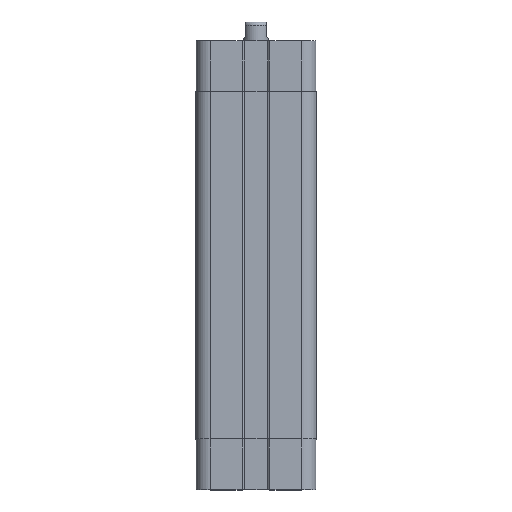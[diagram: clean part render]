
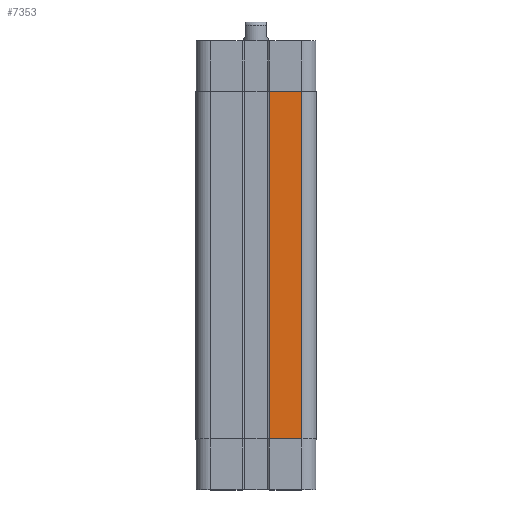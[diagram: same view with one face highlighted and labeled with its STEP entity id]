
A CAD part, top view. The second image highlights one B-rep face of the part: STEP entity #7353.
In plain terms, the highlighted planar face has unit normal (0, 0, 1).
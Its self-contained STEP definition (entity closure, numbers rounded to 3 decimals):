
#4615=CARTESIAN_POINT('',(3.25,41.75,14.525));
#4616=VERTEX_POINT('',#4615);
#4624=CARTESIAN_POINT('',(11.025,41.75,14.525));
#4625=VERTEX_POINT('',#4624);
#4626=CARTESIAN_POINT('',(11.025,41.75,14.525));
#4627=DIRECTION('',(-1.0,0.0,0.0));
#4628=VECTOR('',#4627,7.775);
#4629=LINE('',#4626,#4628);
#4630=EDGE_CURVE('',#4625,#4616,#4629,.T.);
#6936=CARTESIAN_POINT('',(11.025,-41.75,14.525));
#6937=VERTEX_POINT('',#6936);
#6945=CARTESIAN_POINT('',(3.25,-41.75,14.525));
#6946=VERTEX_POINT('',#6945);
#6947=CARTESIAN_POINT('',(3.25,-41.75,14.525));
#6948=DIRECTION('',(1.0,0.0,0.0));
#6949=VECTOR('',#6948,7.775);
#6950=LINE('',#6947,#6949);
#6951=EDGE_CURVE('',#6946,#6937,#6950,.T.);
#7326=CARTESIAN_POINT('',(11.025,41.75,14.525));
#7327=DIRECTION('',(0.0,-1.0,0.0));
#7328=VECTOR('',#7327,83.5);
#7329=LINE('',#7326,#7328);
#7330=EDGE_CURVE('',#4625,#6937,#7329,.T.);
#7337=CARTESIAN_POINT('',(11.025,0.0,14.525));
#7338=DIRECTION('',(0.0,0.0,1.0));
#7339=DIRECTION('',(1.0,0.0,0.0));
#7340=AXIS2_PLACEMENT_3D('',#7337,#7338,#7339);
#7341=PLANE('',#7340);
#7342=ORIENTED_EDGE('',*,*,#4630,.T.);
#7343=CARTESIAN_POINT('',(3.25,41.75,14.525));
#7344=DIRECTION('',(0.0,-1.0,0.0));
#7345=VECTOR('',#7344,83.5);
#7346=LINE('',#7343,#7345);
#7347=EDGE_CURVE('',#4616,#6946,#7346,.T.);
#7348=ORIENTED_EDGE('',*,*,#7347,.T.);
#7349=ORIENTED_EDGE('',*,*,#6951,.T.);
#7350=ORIENTED_EDGE('',*,*,#7330,.F.);
#7351=EDGE_LOOP('',(#7342,#7348,#7349,#7350));
#7352=FACE_OUTER_BOUND('',#7351,.T.);
#7353=ADVANCED_FACE('',(#7352),#7341,.T.);
